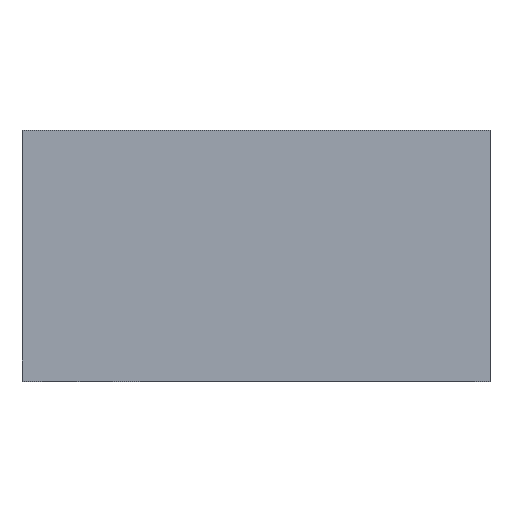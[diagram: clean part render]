
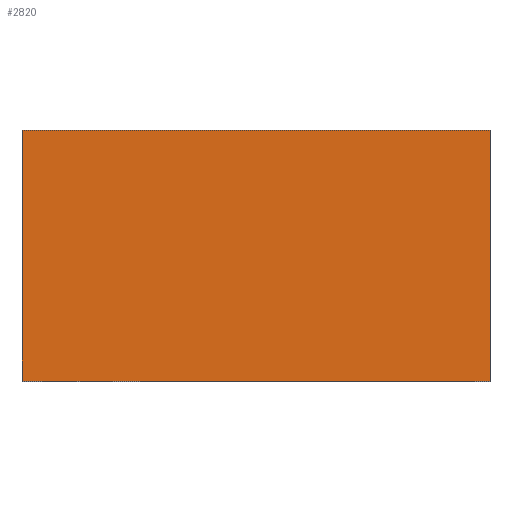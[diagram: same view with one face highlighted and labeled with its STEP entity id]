
A CAD part, top view. The second image highlights one B-rep face of the part: STEP entity #2820.
In plain terms, the highlighted planar face has unit normal (0, 0, 1).
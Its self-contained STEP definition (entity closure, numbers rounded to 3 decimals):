
#1452 = VERTEX_POINT('',#1453);
#1453 = CARTESIAN_POINT('',(-4.72,-3.614,10.214));
#1502 = VERTEX_POINT('',#1503);
#1503 = CARTESIAN_POINT('',(9.28,-3.614,10.214));
#1509 = EDGE_CURVE('',#1502,#1452,#1510,.T.);
#1510 = LINE('',#1511,#1512);
#1511 = CARTESIAN_POINT('',(-4.72,-3.614,10.214));
#1512 = VECTOR('',#1513,1.);
#1513 = DIRECTION('',(-1.,0.,-0.));
#2681 = VERTEX_POINT('',#2682);
#2682 = CARTESIAN_POINT('',(-4.72,3.886,10.214));
#2697 = EDGE_CURVE('',#1452,#2681,#2698,.T.);
#2698 = LINE('',#2699,#2700);
#2699 = CARTESIAN_POINT('',(-4.72,-3.614,10.214));
#2700 = VECTOR('',#2701,1.);
#2701 = DIRECTION('',(-0.,1.,0.));
#2801 = VERTEX_POINT('',#2802);
#2802 = CARTESIAN_POINT('',(9.28,3.886,10.214));
#2808 = EDGE_CURVE('',#1502,#2801,#2809,.T.);
#2809 = LINE('',#2810,#2811);
#2810 = CARTESIAN_POINT('',(9.28,-3.614,10.214));
#2811 = VECTOR('',#2812,1.);
#2812 = DIRECTION('',(-0.,1.,0.));
#2820 = ADVANCED_FACE('',(#2821),#2832,.F.);
#2821 = FACE_BOUND('',#2822,.T.);
#2822 = EDGE_LOOP('',(#2823,#2829,#2830,#2831));
#2823 = ORIENTED_EDGE('',*,*,#2824,.T.);
#2824 = EDGE_CURVE('',#2801,#2681,#2825,.T.);
#2825 = LINE('',#2826,#2827);
#2826 = CARTESIAN_POINT('',(-4.72,3.886,10.214));
#2827 = VECTOR('',#2828,1.);
#2828 = DIRECTION('',(-1.,0.,-0.));
#2829 = ORIENTED_EDGE('',*,*,#2697,.F.);
#2830 = ORIENTED_EDGE('',*,*,#1509,.F.);
#2831 = ORIENTED_EDGE('',*,*,#2808,.T.);
#2832 = PLANE('',#2833);
#2833 = AXIS2_PLACEMENT_3D('',#2834,#2835,#2836);
#2834 = CARTESIAN_POINT('',(-4.72,-3.614,10.214));
#2835 = DIRECTION('',(0.,0.,-1.));
#2836 = DIRECTION('',(0.,1.,0.));
